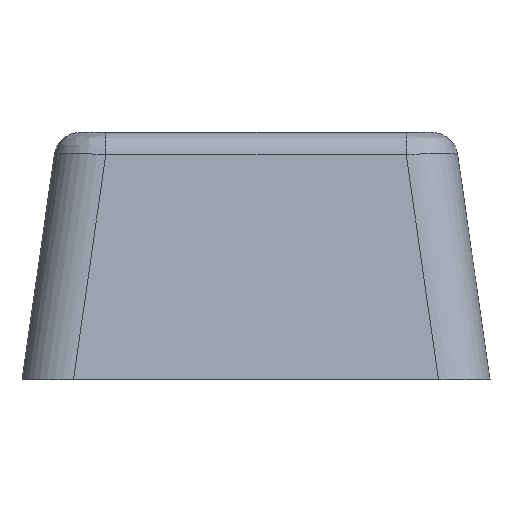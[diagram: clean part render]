
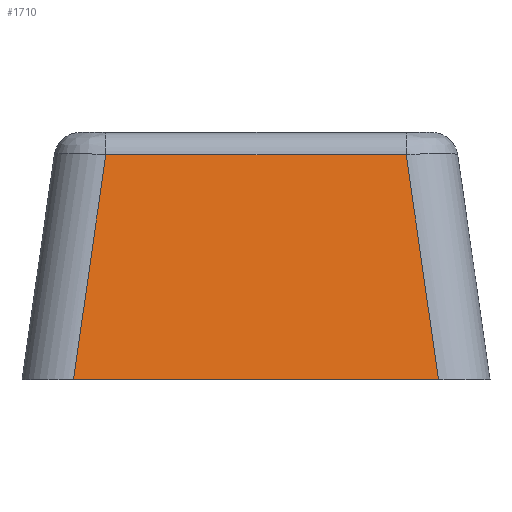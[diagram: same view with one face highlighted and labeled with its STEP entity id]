
A CAD part, left-side view. The second image highlights one B-rep face of the part: STEP entity #1710.
In plain terms, the highlighted planar face has unit normal (-0.99, 0, 0.142).
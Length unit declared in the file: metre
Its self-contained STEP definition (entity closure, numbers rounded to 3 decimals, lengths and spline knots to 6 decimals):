
#193=ORIENTED_EDGE('',*,*,#689,.T.);
#194=ORIENTED_EDGE('',*,*,#703,.T.);
#195=ORIENTED_EDGE('',*,*,#704,.T.);
#196=ORIENTED_EDGE('',*,*,#705,.T.);
#689=EDGE_CURVE('',#945,#944,#1090,.T.);
#703=EDGE_CURVE('',#944,#958,#1097,.T.);
#704=EDGE_CURVE('',#958,#959,#1098,.F.);
#705=EDGE_CURVE('',#959,#945,#1099,.F.);
#944=VERTEX_POINT('',#2480);
#945=VERTEX_POINT('',#2482);
#958=VERTEX_POINT('',#2510);
#959=VERTEX_POINT('',#2512);
#1090=LINE('',#2481,#1275);
#1097=LINE('',#2509,#1282);
#1098=LINE('',#2511,#1283);
#1099=LINE('',#2513,#1284);
#1275=VECTOR('',#1997,1.);
#1282=VECTOR('',#2020,1.);
#1283=VECTOR('',#2021,1.);
#1284=VECTOR('',#2022,1.);
#1433=EDGE_LOOP('',(#193,#194,#195,#196));
#1544=FACE_BOUND('',#1433,.T.);
#1647=PLANE('',#1841);
#1710=ADVANCED_FACE('',(#1544),#1647,.T.);
#1841=AXIS2_PLACEMENT_3D('',#2508,#2018,#2019);
#1997=DIRECTION('',(0.,-1.,0.));
#2018=DIRECTION('',(-0.99,0.,0.142));
#2019=DIRECTION('',(0.142,0.,0.99));
#2020=DIRECTION('',(0.141,0.141,0.98));
#2021=DIRECTION('',(0.,-1.,0.));
#2022=DIRECTION('',(0.141,-0.141,0.98));
#2480=CARTESIAN_POINT('',(0.01,-0.01702,0.));
#2481=CARTESIAN_POINT('',(0.01,-0.01,0.));
#2482=CARTESIAN_POINT('',(0.01,-0.00298,0.));
#2508=CARTESIAN_POINT('',(0.01,-0.019,0.));
#2509=CARTESIAN_POINT('',(0.009961,-0.01706,-0.000273));
#2510=CARTESIAN_POINT('',(0.011243,-0.015777,0.008642));
#2511=CARTESIAN_POINT('',(0.011243,-0.019,0.008642));
#2512=CARTESIAN_POINT('',(0.011243,-0.004223,0.008642));
#2513=CARTESIAN_POINT('',(0.010318,-0.003298,0.002213));
